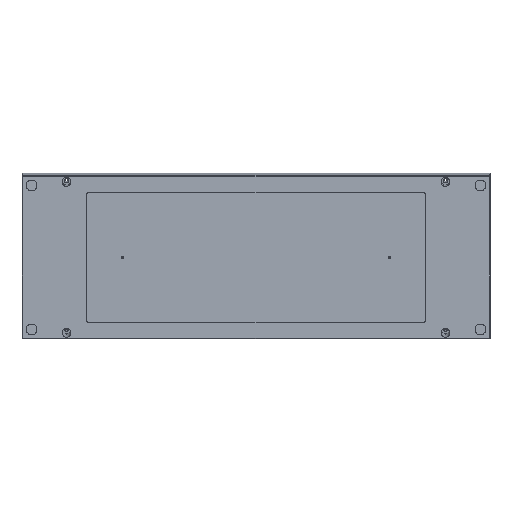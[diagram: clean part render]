
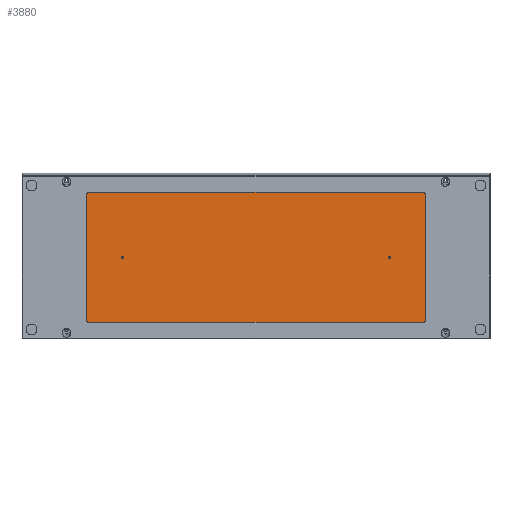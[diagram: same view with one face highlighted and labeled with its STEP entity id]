
A CAD part, front view. The second image highlights one B-rep face of the part: STEP entity #3880.
In plain terms, the highlighted planar face has unit normal (0, -1, 0).
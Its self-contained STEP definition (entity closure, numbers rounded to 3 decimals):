
#30 = FACE_OUTER_BOUND ( 'NONE', #5207, .T. ) ;
#97 = VERTEX_POINT ( 'NONE', #436 ) ;
#136 = EDGE_CURVE ( 'NONE', #2030, #298, #958, .T. ) ;
#176 = DIRECTION ( 'NONE',  ( 0., -1., 0. ) ) ;
#260 = VERTEX_POINT ( 'NONE', #2556 ) ;
#279 = VERTEX_POINT ( 'NONE', #3308 ) ;
#298 = VERTEX_POINT ( 'NONE', #1938 ) ;
#353 = VECTOR ( 'NONE', #2141, 1000. ) ;
#391 = DIRECTION ( 'NONE',  ( 0., -1., 0. ) ) ;
#436 = CARTESIAN_POINT ( 'NONE',  ( 56.325, 3., -64.805 ) ) ;
#490 = DIRECTION ( 'NONE',  ( 0., 0., -1. ) ) ;
#513 = PLANE ( 'NONE',  #4356 ) ;
#568 = CIRCLE ( 'NONE', #5604, 0.625 ) ;
#710 = EDGE_CURVE ( 'NONE', #1966, #2461, #4309, .T. ) ;
#892 = DIRECTION ( 'NONE',  ( -1., 0., 0. ) ) ;
#958 = CIRCLE ( 'NONE', #1572, 1. ) ;
#1158 = CARTESIAN_POINT ( 'NONE',  ( 206.325, 3., -63.555 ) ) ;
#1176 = EDGE_CURVE ( 'NONE', #298, #279, #2862, .T. ) ;
#1202 = ORIENTED_EDGE ( 'NONE', *, *, #3100, .F. ) ;
#1215 = CARTESIAN_POINT ( 'NONE',  ( 206.325, 3., -64.18 ) ) ;
#1227 = VERTEX_POINT ( 'NONE', #4708 ) ;
#1288 = CIRCLE ( 'NONE', #4581, 1. ) ;
#1445 = DIRECTION ( 'NONE',  ( 1., 0., 0. ) ) ;
#1495 = DIRECTION ( 'NONE',  ( 0., 0., -1. ) ) ;
#1508 = DIRECTION ( 'NONE',  ( 0., -1., 0. ) ) ;
#1572 = AXIS2_PLACEMENT_3D ( 'NONE', #4582, #176, #4516 ) ;
#1592 = LINE ( 'NONE', #2596, #353 ) ;
#1621 = EDGE_CURVE ( 'NONE', #2461, #2030, #1930, .T. ) ;
#1731 = DIRECTION ( 'NONE',  ( 0., -1., 0. ) ) ;
#1801 = ORIENTED_EDGE ( 'NONE', *, *, #710, .T. ) ;
#1930 = LINE ( 'NONE', #3423, #5111 ) ;
#1938 = CARTESIAN_POINT ( 'NONE',  ( 226.325, 3., -99.68 ) ) ;
#1966 = VERTEX_POINT ( 'NONE', #2039 ) ;
#1987 = CIRCLE ( 'NONE', #4156, 0.625 ) ;
#2030 = VERTEX_POINT ( 'NONE', #3533 ) ;
#2039 = CARTESIAN_POINT ( 'NONE',  ( 36.325, 3., -99.68 ) ) ;
#2049 = EDGE_CURVE ( 'NONE', #1227, #260, #1288, .T. ) ;
#2134 = CARTESIAN_POINT ( 'NONE',  ( 37.325, 3., -28.68 ) ) ;
#2141 = DIRECTION ( 'NONE',  ( 0., 0., -1. ) ) ;
#2279 = ORIENTED_EDGE ( 'NONE', *, *, #5556, .T. ) ;
#2346 = CARTESIAN_POINT ( 'NONE',  ( 226.325, 3., -27.68 ) ) ;
#2375 = LINE ( 'NONE', #2346, #3659 ) ;
#2382 = ORIENTED_EDGE ( 'NONE', *, *, #1621, .T. ) ;
#2401 = AXIS2_PLACEMENT_3D ( 'NONE', #2858, #6178, #3317 ) ;
#2449 = FACE_BOUND ( 'NONE', #5534, .T. ) ;
#2461 = VERTEX_POINT ( 'NONE', #3384 ) ;
#2467 = ORIENTED_EDGE ( 'NONE', *, *, #4540, .F. ) ;
#2556 = CARTESIAN_POINT ( 'NONE',  ( 36.325, 3., -28.68 ) ) ;
#2559 = DIRECTION ( 'NONE',  ( 0., -1., 0. ) ) ;
#2567 = CIRCLE ( 'NONE', #4835, 0.625 ) ;
#2596 = CARTESIAN_POINT ( 'NONE',  ( 36.325, 3., -100.68 ) ) ;
#2798 = ORIENTED_EDGE ( 'NONE', *, *, #4348, .T. ) ;
#2846 = VERTEX_POINT ( 'NONE', #4880 ) ;
#2858 = CARTESIAN_POINT ( 'NONE',  ( 206.325, 3., -64.18 ) ) ;
#2862 = LINE ( 'NONE', #4215, #3368 ) ;
#2869 = AXIS2_PLACEMENT_3D ( 'NONE', #4806, #391, #5223 ) ;
#2964 = ORIENTED_EDGE ( 'NONE', *, *, #5325, .T. ) ;
#2969 = DIRECTION ( 'NONE',  ( 0., 0., -1. ) ) ;
#2985 = CARTESIAN_POINT ( 'NONE',  ( 56.325, 3., -63.555 ) ) ;
#2990 = DIRECTION ( 'NONE',  ( 0., -1., 0. ) ) ;
#3100 = EDGE_CURVE ( 'NONE', #97, #4671, #2567, .T. ) ;
#3302 = ORIENTED_EDGE ( 'NONE', *, *, #4079, .F. ) ;
#3308 = CARTESIAN_POINT ( 'NONE',  ( 226.325, 3., -28.68 ) ) ;
#3317 = DIRECTION ( 'NONE',  ( 0., 0., -1. ) ) ;
#3336 = VERTEX_POINT ( 'NONE', #4784 ) ;
#3366 = DIRECTION ( 'NONE',  ( 0., -1., 0. ) ) ;
#3368 = VECTOR ( 'NONE', #5691, 1000. ) ;
#3384 = CARTESIAN_POINT ( 'NONE',  ( 37.325, 3., -100.68 ) ) ;
#3423 = CARTESIAN_POINT ( 'NONE',  ( 226.325, 3., -100.68 ) ) ;
#3481 = CARTESIAN_POINT ( 'NONE',  ( 225.325, 3., -28.68 ) ) ;
#3533 = CARTESIAN_POINT ( 'NONE',  ( 225.325, 3., -100.68 ) ) ;
#3616 = ORIENTED_EDGE ( 'NONE', *, *, #136, .T. ) ;
#3659 = VECTOR ( 'NONE', #892, 1000. ) ;
#3880 = ADVANCED_FACE ( 'NONE', ( #2449, #4906, #30 ), #513, .T. ) ;
#4042 = DIRECTION ( 'NONE',  ( 0., -1., 0. ) ) ;
#4079 = EDGE_CURVE ( 'NONE', #4671, #97, #1987, .T. ) ;
#4156 = AXIS2_PLACEMENT_3D ( 'NONE', #4937, #3366, #490 ) ;
#4215 = CARTESIAN_POINT ( 'NONE',  ( 226.325, 3., -100.68 ) ) ;
#4218 = DIRECTION ( 'NONE',  ( 0., 0., -1. ) ) ;
#4309 = CIRCLE ( 'NONE', #2869, 1. ) ;
#4336 = ORIENTED_EDGE ( 'NONE', *, *, #5244, .F. ) ;
#4348 = EDGE_CURVE ( 'NONE', #279, #3336, #5073, .T. ) ;
#4356 = AXIS2_PLACEMENT_3D ( 'NONE', #4413, #1508, #2969 ) ;
#4400 = CARTESIAN_POINT ( 'NONE',  ( 56.325, 3., -64.18 ) ) ;
#4413 = CARTESIAN_POINT ( 'NONE',  ( 0., 3., 0. ) ) ;
#4516 = DIRECTION ( 'NONE',  ( 0., 0., -1. ) ) ;
#4519 = DIRECTION ( 'NONE',  ( 0., 0., -1. ) ) ;
#4540 = EDGE_CURVE ( 'NONE', #6348, #2846, #4882, .T. ) ;
#4558 = AXIS2_PLACEMENT_3D ( 'NONE', #3481, #2990, #5435 ) ;
#4581 = AXIS2_PLACEMENT_3D ( 'NONE', #2134, #4042, #1495 ) ;
#4582 = CARTESIAN_POINT ( 'NONE',  ( 225.325, 3., -99.68 ) ) ;
#4671 = VERTEX_POINT ( 'NONE', #2985 ) ;
#4708 = CARTESIAN_POINT ( 'NONE',  ( 37.325, 3., -27.68 ) ) ;
#4784 = CARTESIAN_POINT ( 'NONE',  ( 225.325, 3., -27.68 ) ) ;
#4797 = ORIENTED_EDGE ( 'NONE', *, *, #1176, .T. ) ;
#4806 = CARTESIAN_POINT ( 'NONE',  ( 37.325, 3., -99.68 ) ) ;
#4835 = AXIS2_PLACEMENT_3D ( 'NONE', #4400, #2559, #4519 ) ;
#4880 = CARTESIAN_POINT ( 'NONE',  ( 206.325, 3., -64.805 ) ) ;
#4882 = CIRCLE ( 'NONE', #2401, 0.625 ) ;
#4906 = FACE_BOUND ( 'NONE', #5865, .T. ) ;
#4937 = CARTESIAN_POINT ( 'NONE',  ( 56.325, 3., -64.18 ) ) ;
#5073 = CIRCLE ( 'NONE', #4558, 1. ) ;
#5111 = VECTOR ( 'NONE', #1445, 1000. ) ;
#5207 = EDGE_LOOP ( 'NONE', ( #2964, #5437, #2279, #1801, #2382, #3616, #4797, #2798 ) ) ;
#5223 = DIRECTION ( 'NONE',  ( 0., 0., -1. ) ) ;
#5244 = EDGE_CURVE ( 'NONE', #2846, #6348, #568, .T. ) ;
#5325 = EDGE_CURVE ( 'NONE', #3336, #1227, #2375, .T. ) ;
#5435 = DIRECTION ( 'NONE',  ( 0., 0., -1. ) ) ;
#5437 = ORIENTED_EDGE ( 'NONE', *, *, #2049, .T. ) ;
#5534 = EDGE_LOOP ( 'NONE', ( #4336, #2467 ) ) ;
#5556 = EDGE_CURVE ( 'NONE', #260, #1966, #1592, .T. ) ;
#5604 = AXIS2_PLACEMENT_3D ( 'NONE', #1215, #1731, #4218 ) ;
#5691 = DIRECTION ( 'NONE',  ( 0., 0., 1. ) ) ;
#5865 = EDGE_LOOP ( 'NONE', ( #1202, #3302 ) ) ;
#6178 = DIRECTION ( 'NONE',  ( 0., -1., 0. ) ) ;
#6348 = VERTEX_POINT ( 'NONE', #1158 ) ;
